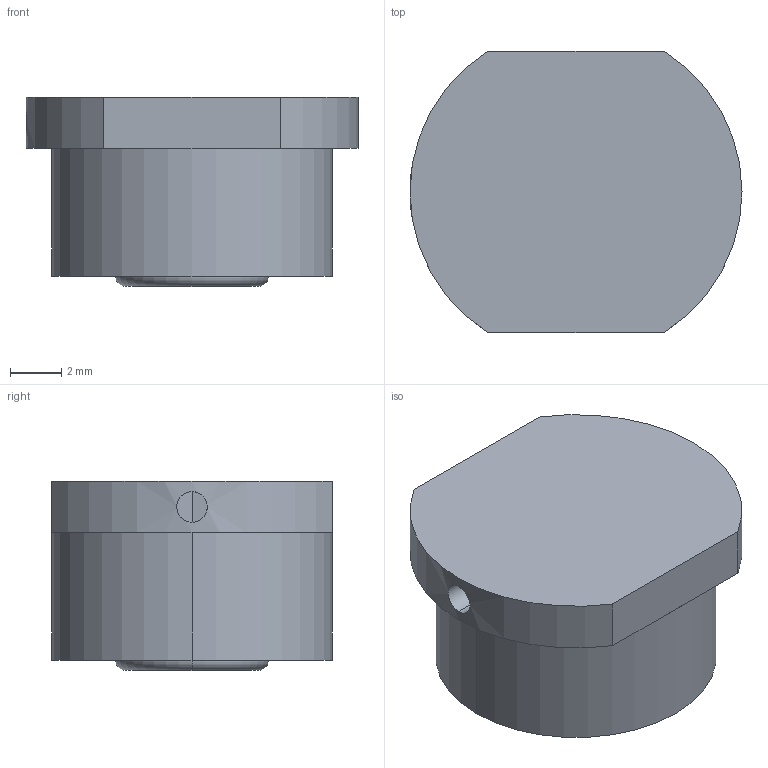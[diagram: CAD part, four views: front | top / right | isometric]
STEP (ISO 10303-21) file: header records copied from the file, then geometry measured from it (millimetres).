
FILE_DESCRIPTION (( 'STEP AP214' ), '1' );
FILE_NAME ('蚾饜极-喃萇芛.STEP', '2021-12-31T10:40:55', ( '' ), ( '' ), 'SwSTEP 2.0', 'SolidWorks 2016', '' );
FILE_SCHEMA (( 'AUTOMOTIVE_DESIGN' ));
Length unit declared in the file: millimetre
Products named in the file (4): 棠沺; 喃萇遠; 喃萇芛赻秶; 蚾饜极-喃萇芛
Assembly tree (3 placements, depth 2):
  蚾饜极-喃萇芛
    喃萇芛赻秶
    喃萇遠
    棠沺
Bounding box: 13 x 11 x 7.41 mm (x, y, z)
Volume: 378.4 mm3; surface area: 906.6 mm2
Topology: 3 solids, 3 shells, 85 faces, 197 edges, 129 vertices
Faces by surface type: plane 54, cylinder 29, torus 2
Entity records: 3342 total; most frequent: CARTESIAN_POINT 453, DIRECTION 435, ORIENTED_EDGE 394, EDGE_CURVE 197, AXIS2_PLACEMENT_3D 151, VECTOR 133, LINE 133, VERTEX_POINT 129
